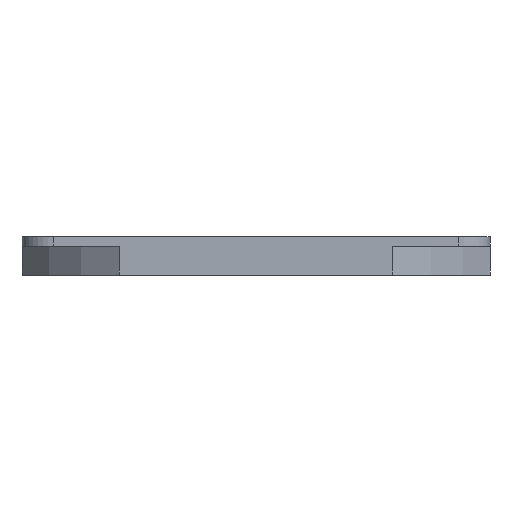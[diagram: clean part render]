
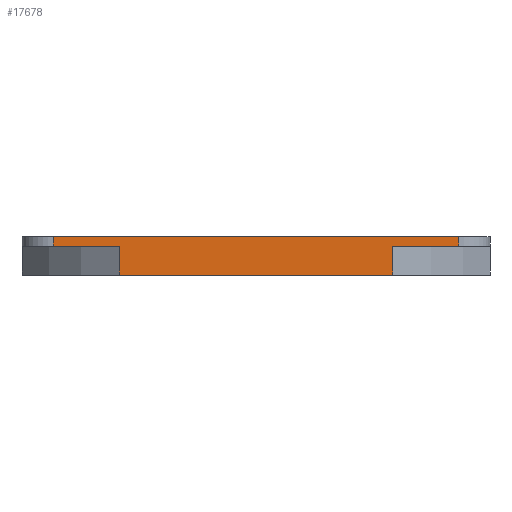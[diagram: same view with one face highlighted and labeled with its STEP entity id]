
A CAD part, left-side view. The second image highlights one B-rep face of the part: STEP entity #17678.
In plain terms, the highlighted planar face has unit normal (-1, 0, 0).
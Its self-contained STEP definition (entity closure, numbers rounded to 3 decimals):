
#322 = VERTEX_POINT ( 'NONE', #49488 ) ;
#536 = AXIS2_PLACEMENT_3D ( 'NONE', #33570, #1088, #1434 ) ;
#1088 = DIRECTION ( 'NONE',  ( 1., 0., 0. ) ) ;
#1350 = CARTESIAN_POINT ( 'NONE',  ( -64.785, -17.467, 122.505 ) ) ;
#1434 = DIRECTION ( 'NONE',  ( 0., 1., 0. ) ) ;
#2510 = EDGE_CURVE ( 'NONE', #28238, #48702, #17633, .T. ) ;
#4088 = VECTOR ( 'NONE', #47897, 1000. ) ;
#6914 = EDGE_CURVE ( 'NONE', #25596, #49880, #11349, .T. ) ;
#8847 = ORIENTED_EDGE ( 'NONE', *, *, #42580, .F. ) ;
#8916 = LINE ( 'NONE', #15252, #48636 ) ;
#9302 = ORIENTED_EDGE ( 'NONE', *, *, #29667, .T. ) ;
#9393 = LINE ( 'NONE', #31023, #34876 ) ;
#11018 = CARTESIAN_POINT ( 'NONE',  ( -64.785, -25.467, 122.505 ) ) ;
#11349 = LINE ( 'NONE', #22536, #13280 ) ;
#13280 = VECTOR ( 'NONE', #38773, 1000. ) ;
#13501 = PLANE ( 'NONE',  #536 ) ;
#14398 = VERTEX_POINT ( 'NONE', #41490 ) ;
#14417 = DIRECTION ( 'NONE',  ( 0., 0., 1. ) ) ;
#14678 = VERTEX_POINT ( 'NONE', #49967 ) ;
#15065 = DIRECTION ( 'NONE',  ( 0., 0., -1. ) ) ;
#15252 = CARTESIAN_POINT ( 'NONE',  ( -64.785, -25.467, 122.505 ) ) ;
#15487 = FACE_OUTER_BOUND ( 'NONE', #52561, .T. ) ;
#16417 = VECTOR ( 'NONE', #15065, 1000. ) ;
#17552 = DIRECTION ( 'NONE',  ( 0., 0., -1. ) ) ;
#17633 = LINE ( 'NONE', #17735, #23481 ) ;
#17678 = ADVANCED_FACE ( 'NONE', ( #15487 ), #13501, .F. ) ;
#17735 = CARTESIAN_POINT ( 'NONE',  ( -64.785, 86.533, 125.005 ) ) ;
#19925 = LINE ( 'NONE', #28987, #27817 ) ;
#20540 = EDGE_CURVE ( 'NONE', #322, #14678, #9393, .T. ) ;
#22523 = EDGE_CURVE ( 'NONE', #14398, #322, #26301, .T. ) ;
#22536 = CARTESIAN_POINT ( 'NONE',  ( -64.785, -17.467, 125.005 ) ) ;
#23481 = VECTOR ( 'NONE', #17552, 1000. ) ;
#25147 = EDGE_CURVE ( 'NONE', #53246, #48702, #8916, .T. ) ;
#25596 = VERTEX_POINT ( 'NONE', #1350 ) ;
#26301 = LINE ( 'NONE', #40255, #4088 ) ;
#27817 = VECTOR ( 'NONE', #41866, 1000. ) ;
#27844 = CARTESIAN_POINT ( 'NONE',  ( -64.785, -17.467, 125.005 ) ) ;
#28034 = DIRECTION ( 'NONE',  ( 0., 1., 0. ) ) ;
#28238 = VERTEX_POINT ( 'NONE', #52171 ) ;
#28987 = CARTESIAN_POINT ( 'NONE',  ( -64.785, -25.467, 125.005 ) ) ;
#29312 = ORIENTED_EDGE ( 'NONE', *, *, #45042, .F. ) ;
#29667 = EDGE_CURVE ( 'NONE', #53246, #14398, #38589, .T. ) ;
#31023 = CARTESIAN_POINT ( 'NONE',  ( -64.785, -0.542, 63.005 ) ) ;
#31975 = CARTESIAN_POINT ( 'NONE',  ( -64.785, 69.608, 122.505 ) ) ;
#33570 = CARTESIAN_POINT ( 'NONE',  ( -64.785, -25.467, 125.005 ) ) ;
#34876 = VECTOR ( 'NONE', #14417, 1000. ) ;
#35857 = CARTESIAN_POINT ( 'NONE',  ( -64.785, 69.608, 63.005 ) ) ;
#36675 = ORIENTED_EDGE ( 'NONE', *, *, #22523, .T. ) ;
#38589 = LINE ( 'NONE', #35857, #16417 ) ;
#38773 = DIRECTION ( 'NONE',  ( 0., 0., 1. ) ) ;
#40255 = CARTESIAN_POINT ( 'NONE',  ( -64.785, -25.467, 115.105 ) ) ;
#41490 = CARTESIAN_POINT ( 'NONE',  ( -64.785, 69.608, 115.105 ) ) ;
#41866 = DIRECTION ( 'NONE',  ( 0., -1., 0. ) ) ;
#42374 = CARTESIAN_POINT ( 'NONE',  ( -64.785, 86.533, 122.505 ) ) ;
#42580 = EDGE_CURVE ( 'NONE', #28238, #49880, #19925, .T. ) ;
#42638 = ORIENTED_EDGE ( 'NONE', *, *, #6914, .T. ) ;
#45042 = EDGE_CURVE ( 'NONE', #25596, #14678, #50370, .T. ) ;
#47897 = DIRECTION ( 'NONE',  ( 0., -1., 0. ) ) ;
#48636 = VECTOR ( 'NONE', #28034, 1000. ) ;
#48702 = VERTEX_POINT ( 'NONE', #42374 ) ;
#49016 = ORIENTED_EDGE ( 'NONE', *, *, #20540, .T. ) ;
#49488 = CARTESIAN_POINT ( 'NONE',  ( -64.785, -0.542, 115.105 ) ) ;
#49880 = VERTEX_POINT ( 'NONE', #27844 ) ;
#49967 = CARTESIAN_POINT ( 'NONE',  ( -64.785, -0.542, 122.505 ) ) ;
#50056 = ORIENTED_EDGE ( 'NONE', *, *, #2510, .T. ) ;
#50370 = LINE ( 'NONE', #11018, #53440 ) ;
#52141 = ORIENTED_EDGE ( 'NONE', *, *, #25147, .F. ) ;
#52171 = CARTESIAN_POINT ( 'NONE',  ( -64.785, 86.533, 125.005 ) ) ;
#52507 = DIRECTION ( 'NONE',  ( 0., 1., 0. ) ) ;
#52561 = EDGE_LOOP ( 'NONE', ( #9302, #36675, #49016, #29312, #42638, #8847, #50056, #52141 ) ) ;
#53246 = VERTEX_POINT ( 'NONE', #31975 ) ;
#53440 = VECTOR ( 'NONE', #52507, 1000. ) ;
